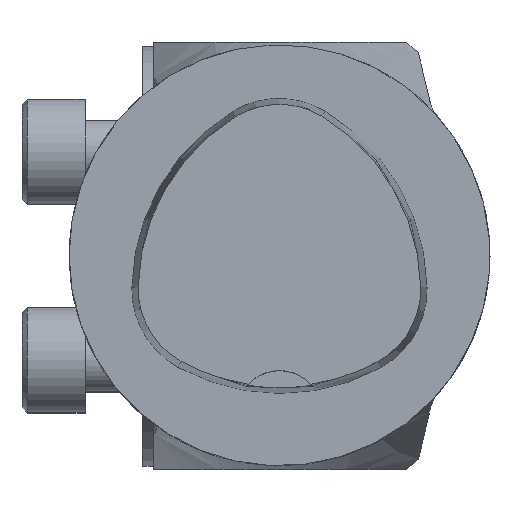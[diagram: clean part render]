
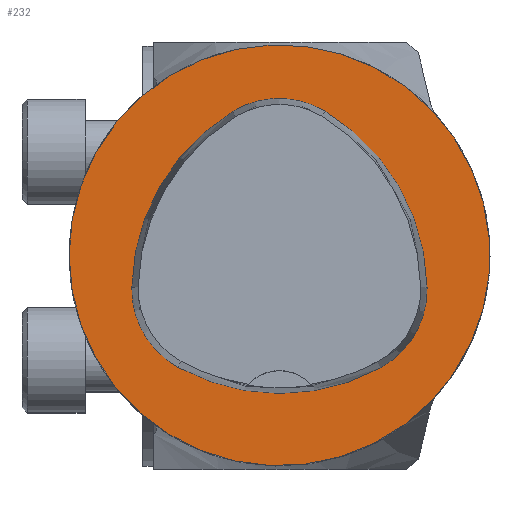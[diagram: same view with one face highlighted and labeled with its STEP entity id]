
A CAD part, top view. The second image highlights one B-rep face of the part: STEP entity #232.
In plain terms, the highlighted planar face has unit normal (0, 0, 1).
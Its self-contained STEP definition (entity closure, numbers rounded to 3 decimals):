
#98=FACE_BOUND('',#402,.T.);
#99=FACE_BOUND('',#403,.T.);
#104=CIRCLE('',#1030,20.);
#130=CIRCLE('',#1099,20.);
#132=CIRCLE('',#1102,8.5);
#134=CIRCLE('',#1105,20.);
#136=CIRCLE('',#1108,8.5);
#140=CIRCLE('',#1113,20.);
#142=CIRCLE('',#1116,8.5);
#232=ADVANCED_FACE('',(#98,#99),#269,.T.);
#269=PLANE('',#1121);
#402=EDGE_LOOP('',(#634,#635,#636,#637,#638,#639));
#403=EDGE_LOOP('',(#640));
#634=ORIENTED_EDGE('',*,*,#883,.T.);
#635=ORIENTED_EDGE('',*,*,#863,.T.);
#636=ORIENTED_EDGE('',*,*,#867,.T.);
#637=ORIENTED_EDGE('',*,*,#870,.T.);
#638=ORIENTED_EDGE('',*,*,#873,.T.);
#639=ORIENTED_EDGE('',*,*,#881,.T.);
#640=ORIENTED_EDGE('',*,*,#797,.F.);
#705=VERTEX_POINT('',#1541);
#754=VERTEX_POINT('',#1767);
#755=VERTEX_POINT('',#1768);
#758=VERTEX_POINT('',#1776);
#760=VERTEX_POINT('',#1782);
#762=VERTEX_POINT('',#1788);
#769=VERTEX_POINT('',#1809);
#797=EDGE_CURVE('',#705,#705,#104,.T.);
#863=EDGE_CURVE('',#754,#755,#130,.T.);
#867=EDGE_CURVE('',#755,#758,#132,.T.);
#870=EDGE_CURVE('',#758,#760,#134,.T.);
#873=EDGE_CURVE('',#760,#762,#136,.T.);
#881=EDGE_CURVE('',#762,#769,#140,.T.);
#883=EDGE_CURVE('',#769,#754,#142,.T.);
#1030=AXIS2_PLACEMENT_3D('',#1540,#1184,#1185);
#1099=AXIS2_PLACEMENT_3D('',#1766,#1342,#1343);
#1102=AXIS2_PLACEMENT_3D('',#1775,#1350,#1351);
#1105=AXIS2_PLACEMENT_3D('',#1781,#1357,#1358);
#1108=AXIS2_PLACEMENT_3D('',#1787,#1364,#1365);
#1113=AXIS2_PLACEMENT_3D('',#1810,#1376,#1377);
#1116=AXIS2_PLACEMENT_3D('',#1813,#1382,#1383);
#1121=AXIS2_PLACEMENT_3D('',#1818,#1392,#1393);
#1184=DIRECTION('',(0.,0.,-1.));
#1185=DIRECTION('',(-1.,0.,0.));
#1342=DIRECTION('',(0.,0.,-1.));
#1343=DIRECTION('',(-1.,0.,0.));
#1350=DIRECTION('',(0.,0.,-1.));
#1351=DIRECTION('',(-1.,0.,0.));
#1357=DIRECTION('',(0.,0.,-1.));
#1358=DIRECTION('',(-1.,0.,0.));
#1364=DIRECTION('',(0.,0.,-1.));
#1365=DIRECTION('',(-1.,0.,0.));
#1376=DIRECTION('',(0.,0.,-1.));
#1377=DIRECTION('',(-1.,0.,0.));
#1382=DIRECTION('',(0.,0.,-1.));
#1383=DIRECTION('',(-1.,0.,0.));
#1392=DIRECTION('',(0.,0.,1.));
#1393=DIRECTION('',(1.,0.,0.));
#1540=CARTESIAN_POINT('',(0.,0.,0.));
#1541=CARTESIAN_POINT('',(-20.,0.,0.));
#1766=CARTESIAN_POINT('',(5.955,-3.414,0.));
#1767=CARTESIAN_POINT('',(-14.041,-3.042,0.));
#1768=CARTESIAN_POINT('',(-4.472,13.653,0.));
#1775=CARTESIAN_POINT('',(-0.04,6.4,0.));
#1776=CARTESIAN_POINT('',(4.347,13.68,0.));
#1781=CARTESIAN_POINT('',(-5.976,-3.45,0.));
#1782=CARTESIAN_POINT('',(14.021,-3.075,0.));
#1787=CARTESIAN_POINT('',(5.522,-3.235,0.));
#1788=CARTESIAN_POINT('',(9.588,-10.699,0.));
#1809=CARTESIAN_POINT('',(-9.655,-10.639,0.));
#1810=CARTESIAN_POINT('',(0.022,6.864,0.));
#1813=CARTESIAN_POINT('',(-5.543,-3.2,0.));
#1818=CARTESIAN_POINT('',(0.,0.,0.));
